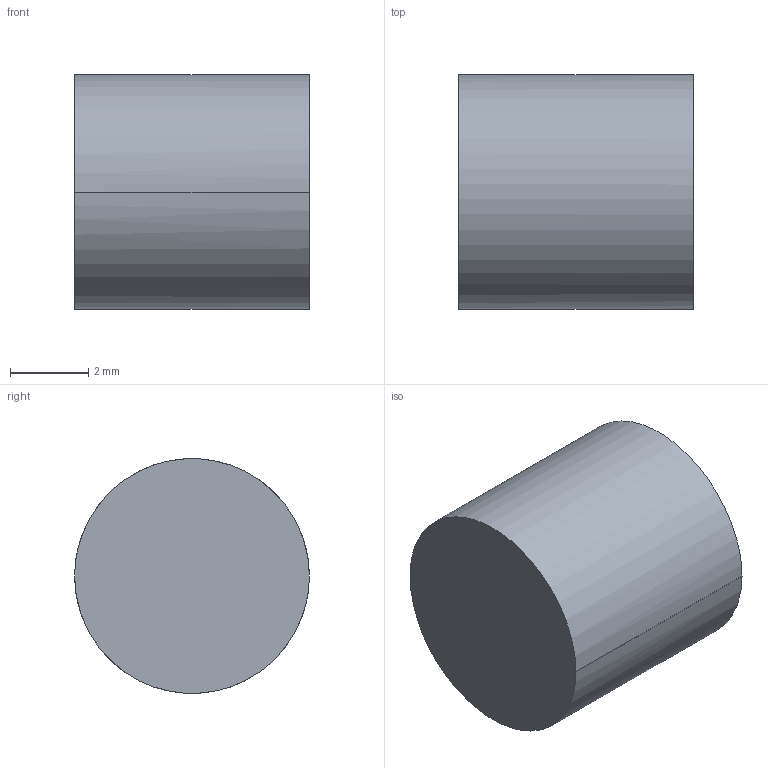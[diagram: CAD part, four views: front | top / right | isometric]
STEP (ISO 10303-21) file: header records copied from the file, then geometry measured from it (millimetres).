
FILE_DESCRIPTION(/* description */ (''),/* implementation_level */ '2;1');
FILE_NAME(/* name */ 'contact électrique',/* time_stamp */ '2024-01-17T08:19:48+01:00',/* author */ (''),/* organization */ (''),/* preprocessor_version */ 'ST-DEVELOPER v16.5',/* originating_system */ 'Rhino 7.36',/* authorisation */ '');
FILE_SCHEMA (('CONFIG_CONTROL_DESIGN'));
Length unit declared in the file: millimetre
Products named in the file (1): Document
Bounding box: 6 x 6 x 5.99 mm (x, y, z)
Volume: 149.2 mm3; surface area: 202.8 mm2
Topology: 1 solids, 1 shells, 7 faces, 12 edges, 8 vertices
Faces by surface type: cylinder 4, plane 3
Entity records: 245 total; most frequent: CARTESIAN_POINT 65, ORIENTED_EDGE 24, EDGE_CURVE 12, DIRECTION 11, AXIS2_PLACEMENT_3D 9, EDGE_LOOP 8, VERTEX_POINT 8, ADVANCED_FACE 7
